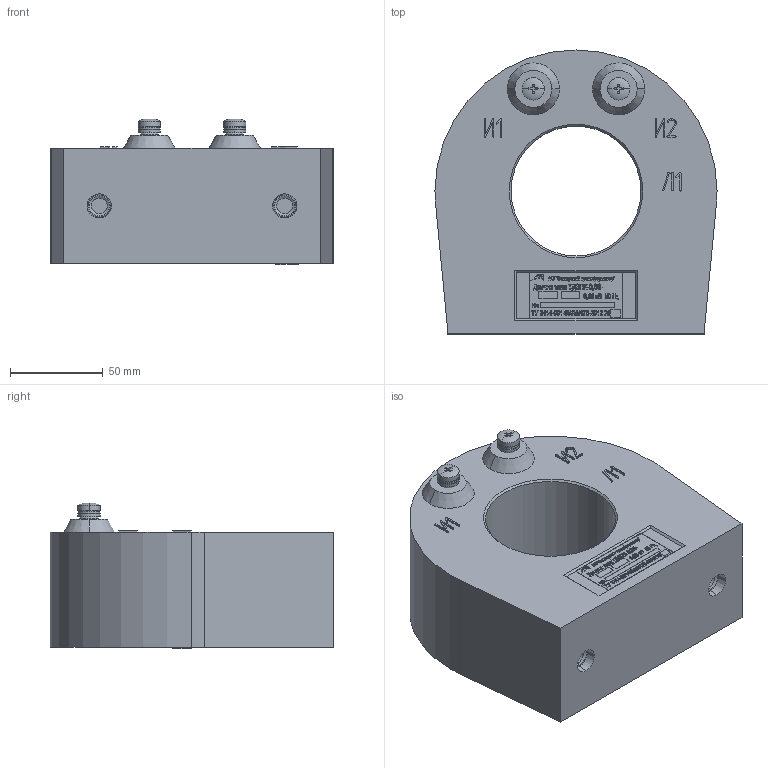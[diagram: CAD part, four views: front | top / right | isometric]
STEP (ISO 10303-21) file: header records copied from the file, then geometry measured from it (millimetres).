
FILE_DESCRIPTION (( 'STEP AP214' ), '1' );
FILE_NAME ('ﾒﾄﾇﾋﾊ-0,66 (ﾌ).STEP', '2023-07-14T06:07:53', ( '' ), ( '' ), 'SwSTEP 2.0', 'SolidWorks 2014', '' );
FILE_SCHEMA (( 'AUTOMOTIVE_DESIGN' ));
Length unit declared in the file: millimetre
Products named in the file (10): ﾒﾄﾇﾋﾊ-0,66 (ﾌ); Âèíò DIN 7985_Œ6å10; ﾘ琺矜 DIN 127 B_6; ﾘ琺矜 DIN 125 ﾀ_6.01.019; ÂÅÈÓ.754312.161 Òàáëè÷êà íà äàò÷èê òîêà ÒÄÇËÊ-0,66; ÂÅÈÓ.671271.001 Ñáîðêà äàò÷èêà òîêà òðàíñôîðìàòîðíîãî ñ çàëèâêîé_-01 ’„‡‹Š-0,66; Ãàéêà øåñòèãðàííàÿ DIN 934_10; Êîìïàóíä^ÂÅÈÓ.671271.001 Ñáîðêà äàò÷èêà òîêà òðàíñôîðìàòîðíîãî ñ çàëèâêîé; ÂÅÈÓ.684419.004 Ìàãíèòîïðîâîä ñ îáìîòêîé_-01 ’„‡‹Š-0,66; ÂÅÈÓ.758414.001 Ãàéêà êîíòàêòíàÿ_-01
Assembly tree (14 placements, depth 4):
  ﾒﾄﾇﾋﾊ-0,66 (ﾌ)
    ÂÅÈÓ.671271.001 Ñáîðêà äàò÷èêà òîêà òðàíñôîðìàòîðíîãî ñ çàëèâêîé_-01 ’„‡‹Š-0,66
      ÂÅÈÓ.684419.004 Ìàãíèòîïðîâîä ñ îáìîòêîé_-01 ’„‡‹Š-0,66
        ÂÅÈÓ.758414.001 Ãàéêà êîíòàêòíàÿ_-01  x2
      Êîìïàóíä^ÂÅÈÓ.671271.001 Ñáîðêà äàò÷èêà òîêà òðàíñôîðìàòîðíîãî ñ çàëèâêîé
      Ãàéêà øåñòèãðàííàÿ DIN 934_10  x2
    ÂÅÈÓ.754312.161 Òàáëè÷êà íà äàò÷èê òîêà ÒÄÇËÊ-0,66
    ﾘ琺矜 DIN 125 ﾀ_6.01.019  x2
    ﾘ琺矜 DIN 127 B_6  x2
    Âèíò DIN 7985_Œ6å10  x2
Bounding box: 152 x 153 x 78.61 mm (x, y, z)
Volume: 1023808.3 mm3; surface area: 89454.3 mm2
Topology: 12 solids, 12 shells, 1541 faces, 4040 edges, 2680 vertices
Faces by surface type: plane 824, bspline 608, cylinder 53, cone 44, torus 12
Entity records: 86666 total; most frequent: CARTESIAN_POINT 41593, ORIENTED_EDGE 7708, DIRECTION 4450, EDGE_CURVE 3854, VERTEX_POINT 2562, VECTOR 2492, LINE 2492, EDGE_LOOP 1622
